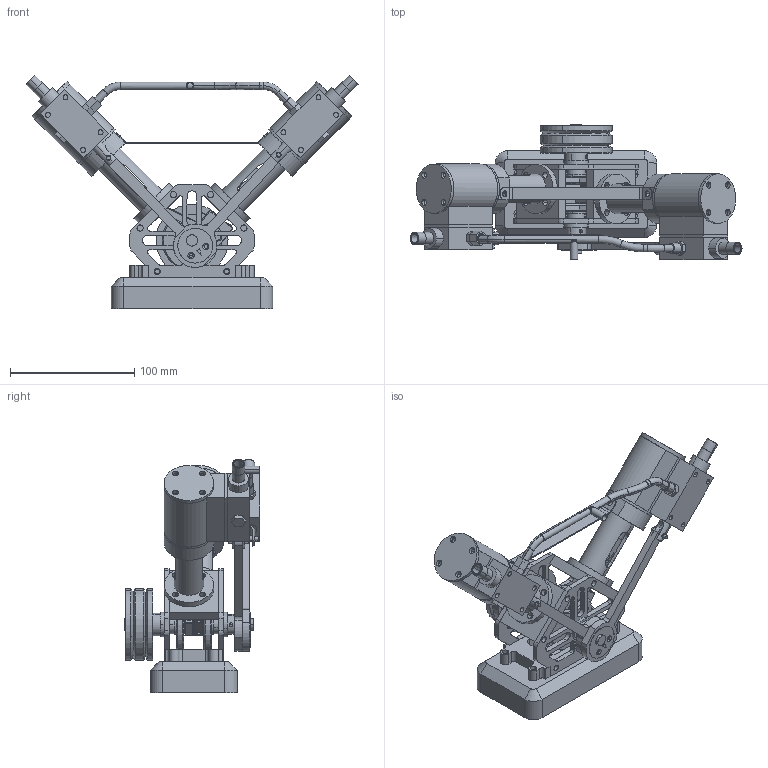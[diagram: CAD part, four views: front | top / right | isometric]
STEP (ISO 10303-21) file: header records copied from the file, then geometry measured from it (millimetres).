
FILE_DESCRIPTION((''),'2;1');
FILE_NAME('FINAL_ASM_ASM','2026-01-02T22:19:09',('gokul'),(''),'CREO PARAMETRIC BY PTC INC, 2024153','CREO PARAMETRIC BY PTC INC, 2024153','');
FILE_SCHEMA(('CONFIG_CONTROL_DESIGN'));
Length unit declared in the file: millimetre
Products named in the file (39): 1_01_1; 1_01_2; 1_01_4; 1_01_5; 1_01_3; 1_02; 1_06; SUB_ASM_1_01_ASM; 2_01_01; 2_01_2; 2_01_5; 2_01_3; 2_01_4; 2_01_6; 2_01_07; 2_01_08; SUB_ASM_2_01_ASM; 1_03_1; 1_03_2; 1_03_3; 1_03_4; 1_03_5; 1_03_6; 1_03_7; 1_03_8; 1_03_9; 1_03_10; 1_03_11; 1_03_12; 1_03_13; 1_03_14; SUB_ASM_1_03_ASM; 2_05; 2_04; SUB_ASM_1_03_MIRROR_ASM; 2_02_1; 2_03; PIPE; FINAL_ASM_ASM
Assembly tree (60 placements, depth 3):
  FINAL_ASM_ASM
    SUB_ASM_1_01_ASM
      1_01_1
      1_01_2
      1_01_4  x2
      1_01_5  x2
      1_01_3  x2
      1_02  x2
      1_06
    SUB_ASM_2_01_ASM
      2_01_01
      2_01_2
      2_01_5  x2
      2_01_3
      2_01_4
      2_01_6
      2_01_07
      2_01_08
    SUB_ASM_1_03_ASM
      1_03_1
      1_03_2
      1_03_3
      1_03_4
      1_03_5
      1_03_6
      1_03_7
      1_03_8
      1_03_9
      1_03_10
      1_03_11
      1_03_12
      1_03_13
      1_03_14
    2_05  x2
    2_04  x2
    SUB_ASM_1_03_MIRROR_ASM
      1_03_1
      1_03_2
      1_03_3
      1_03_4
      1_03_5
      1_03_6
      1_03_7
      1_03_8
      1_03_9
      1_03_10
      1_03_11
      1_03_12
      1_03_13
    2_02_1  x2
    2_03  x2
    PIPE
Bounding box: 267.53 x 108.98 x 188.04 mm (x, y, z)
Volume: 624350.9 mm3; surface area: 277003 mm2
Topology: 62 solids, 68 shells, 1515 faces, 3738 edges, 2425 vertices
Faces by surface type: cylinder 805, plane 612, torus 52, cone 30, sphere 16
Entity records: 29680 total; most frequent: CARTESIAN_POINT 5958, DIRECTION 5245, ORIENTED_EDGE 4440, EDGE_CURVE 2230, AXIS2_PLACEMENT_3D 2076, VERTEX_POINT 1445, EDGE_LOOP 1183, VECTOR 1093
